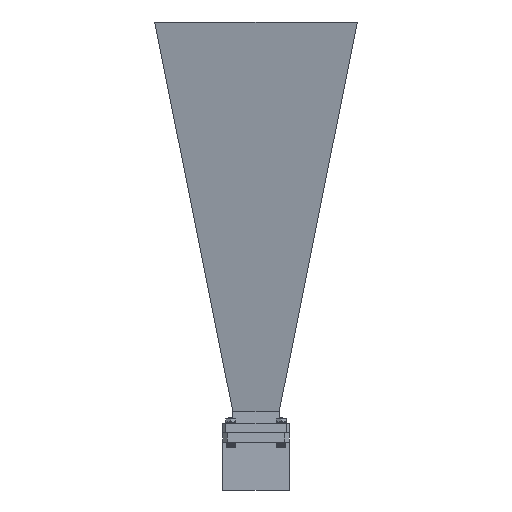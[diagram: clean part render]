
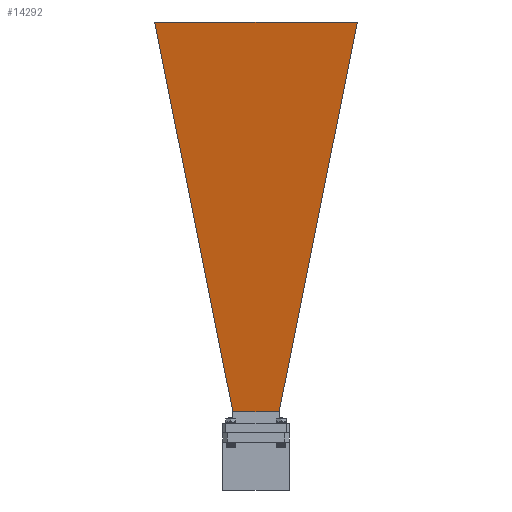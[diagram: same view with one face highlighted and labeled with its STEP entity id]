
A CAD part, front view. The second image highlights one B-rep face of the part: STEP entity #14292.
In plain terms, the highlighted face is planar.
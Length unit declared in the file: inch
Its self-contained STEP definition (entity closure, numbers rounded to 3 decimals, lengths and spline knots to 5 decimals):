
#896 = DIRECTION ( 'NONE',  ( -0.987, 0., -0.159 ) ) ;
#1519 = CARTESIAN_POINT ( 'NONE',  ( -1.93018, -2.5744, 11.86327 ) ) ;
#1907 = ORIENTED_EDGE ( 'NONE', *, *, #13223, .F. ) ;
#3092 = VERTEX_POINT ( 'NONE', #3497 ) ;
#3367 = ORIENTED_EDGE ( 'NONE', *, *, #4422, .F. ) ;
#3375 = LINE ( 'NONE', #9577, #7520 ) ;
#3497 = CARTESIAN_POINT ( 'NONE',  ( -1.93018, 2.5744, 11.86327 ) ) ;
#4422 = EDGE_CURVE ( 'NONE', #12201, #13941, #12288, .T. ) ;
#4509 = ORIENTED_EDGE ( 'NONE', *, *, #11279, .F. ) ;
#5409 = LINE ( 'NONE', #8663, #7791 ) ;
#5947 = PLANE ( 'NONE',  #13362 ) ;
#7074 = DIRECTION ( 'NONE',  ( -0.159, 0., 0.987 ) ) ;
#7460 = CARTESIAN_POINT ( 'NONE',  ( -1.13041, 0., 6.90335 ) ) ;
#7520 = VECTOR ( 'NONE', #14020, 39.37008 ) ;
#7746 = EDGE_CURVE ( 'NONE', #10719, #13941, #3375, .T. ) ;
#7791 = VECTOR ( 'NONE', #11640, 39.37008 ) ;
#8663 = CARTESIAN_POINT ( 'NONE',  ( -1.93018, 0., 11.86327 ) ) ;
#9577 = CARTESIAN_POINT ( 'NONE',  ( -0.33366, 0., 1.9622 ) ) ;
#10362 = FACE_OUTER_BOUND ( 'NONE', #13465, .T. ) ;
#10719 = VERTEX_POINT ( 'NONE', #14337 ) ;
#11279 = EDGE_CURVE ( 'NONE', #10719, #3092, #19171, .T. ) ;
#11314 = ORIENTED_EDGE ( 'NONE', *, *, #7746, .T. ) ;
#11640 = DIRECTION ( 'NONE',  ( 0., -1., 0. ) ) ;
#11894 = DIRECTION ( 'NONE',  ( -0.156, 0.194, 0.968 ) ) ;
#12201 = VERTEX_POINT ( 'NONE', #1519 ) ;
#12288 = LINE ( 'NONE', #16633, #13598 ) ;
#13223 = EDGE_CURVE ( 'NONE', #3092, #12201, #5409, .T. ) ;
#13362 = AXIS2_PLACEMENT_3D ( 'NONE', #7460, #896, #7074 ) ;
#13388 = CARTESIAN_POINT ( 'NONE',  ( -0.33366, 0.58908, 1.9622 ) ) ;
#13465 = EDGE_LOOP ( 'NONE', ( #3367, #1907, #4509, #11314 ) ) ;
#13598 = VECTOR ( 'NONE', #19685, 39.37008 ) ;
#13691 = CARTESIAN_POINT ( 'NONE',  ( -0.33366, -0.58908, 1.9622 ) ) ;
#13941 = VERTEX_POINT ( 'NONE', #13691 ) ;
#14020 = DIRECTION ( 'NONE',  ( 0., -1., 0. ) ) ;
#14292 = ADVANCED_FACE ( 'NONE', ( #10362 ), #5947, .T. ) ;
#14337 = CARTESIAN_POINT ( 'NONE',  ( -0.33366, 0.58908, 1.9622 ) ) ;
#16244 = VECTOR ( 'NONE', #11894, 39.37008 ) ;
#16633 = CARTESIAN_POINT ( 'NONE',  ( -1.93018, -2.5744, 11.86327 ) ) ;
#19171 = LINE ( 'NONE', #13388, #16244 ) ;
#19685 = DIRECTION ( 'NONE',  ( 0.156, 0.194, -0.968 ) ) ;
